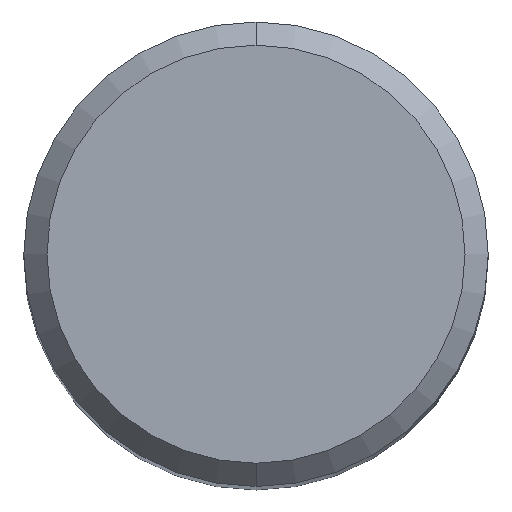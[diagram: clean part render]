
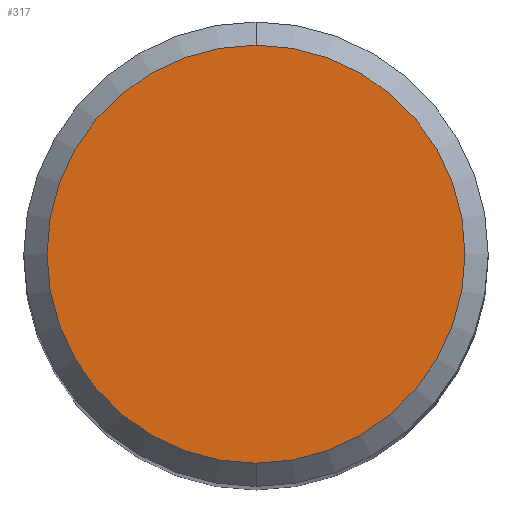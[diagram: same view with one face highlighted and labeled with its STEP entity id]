
A CAD part, top view. The second image highlights one B-rep face of the part: STEP entity #317.
In plain terms, the highlighted planar face has unit normal (0, 0, 1).
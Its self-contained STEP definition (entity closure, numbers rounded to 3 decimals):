
#317=ADVANCED_FACE('',(#636),#637,.T.);
#351=EDGE_CURVE('',#455,#405,#675,.T.);
#369=EDGE_CURVE('',#405,#455,#696,.T.);
#405=VERTEX_POINT('',#734);
#455=VERTEX_POINT('',#791);
#636=FACE_OUTER_BOUND('',#1162,.T.);
#637=PLANE('',#1163);
#675=CIRCLE('',#1238,4.5);
#696=CIRCLE('',#1305,4.5);
#734=CARTESIAN_POINT('',(0.,-4.5,0.0));
#791=CARTESIAN_POINT('',(0.0,4.5,0.0));
#1162=EDGE_LOOP('',(#1619,#1620));
#1163=AXIS2_PLACEMENT_3D('',#1621,#1622,#1623);
#1238=AXIS2_PLACEMENT_3D('',#1682,#1683,#1684);
#1305=AXIS2_PLACEMENT_3D('',#1717,#1718,#1719);
#1619=ORIENTED_EDGE('',*,*,#351,.F.);
#1620=ORIENTED_EDGE('',*,*,#369,.F.);
#1621=CARTESIAN_POINT('',(0.0,2.25,0.0));
#1622=DIRECTION('',(-0.0,0.0,1.0));
#1623=DIRECTION('',(0.0,-1.0,0.0));
#1682=CARTESIAN_POINT('',(0.0,0.0,0.0));
#1683=DIRECTION('',(0.0,0.0,-1.0));
#1684=DIRECTION('',(0.0,1.0,0.0));
#1717=CARTESIAN_POINT('',(0.0,0.0,0.0));
#1718=DIRECTION('',(0.0,0.0,-1.0));
#1719=DIRECTION('',(0.0,1.0,0.0));
